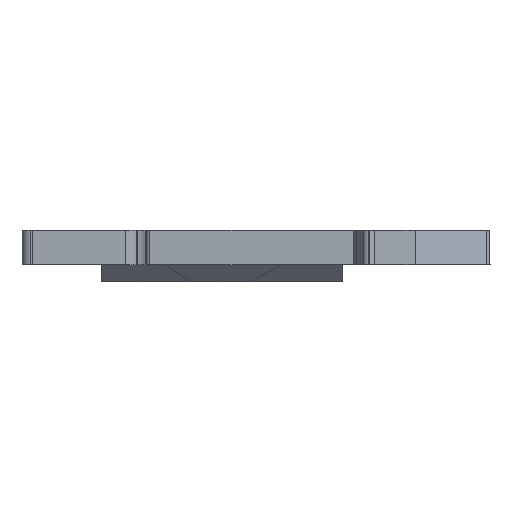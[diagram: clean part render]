
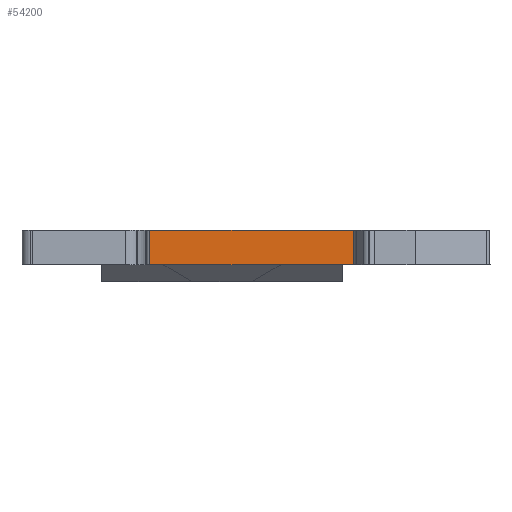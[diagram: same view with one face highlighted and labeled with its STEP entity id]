
A CAD part, front view. The second image highlights one B-rep face of the part: STEP entity #54200.
In plain terms, the highlighted planar face has unit normal (0, -1, 0).
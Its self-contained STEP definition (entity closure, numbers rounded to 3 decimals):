
#18560=CARTESIAN_POINT('',(64.098,-8.512,
0.));
#18570=VERTEX_POINT('',#18560);
#18650=CARTESIAN_POINT('',(64.098,-8.512,
-5.15));
#18660=VERTEX_POINT('',#18650);
#18690=CARTESIAN_POINT('',(64.098,-8.512,0.));
#18700=DIRECTION('',(0.,0.,1.));
#18710=VECTOR('',#18700,1.);
#18720=LINE('',#18690,#18710);
#18730=EDGE_CURVE('',#18660,#18570,#18720,.T.);
#53900=CARTESIAN_POINT('',(57.418,-8.512,
-5.15));
#53910=DIRECTION('',(0.,-1.,0.));
#53920=DIRECTION('',(1.,0.,0.));
#53930=AXIS2_PLACEMENT_3D('',#53900,#53910,#53920);
#53940=PLANE('',#53930);
#53950=ORIENTED_EDGE('',*,*,#18730,.T.);
#53960=CARTESIAN_POINT('',(0.,-8.512,-5.15));
#53970=DIRECTION('',(1.,0.,0.));
#53980=VECTOR('',#53970,1.);
#53990=LINE('',#53960,#53980);
#54000=CARTESIAN_POINT('',(32.165,-8.512,
-5.15));
#54010=VERTEX_POINT('',#54000);
#54020=EDGE_CURVE('',#54010,#18660,#53990,.T.);
#54030=ORIENTED_EDGE('',*,*,#54020,.T.);
#54040=CARTESIAN_POINT('',(32.165,-8.512,
-5.15));
#54050=DIRECTION('',(0.,0.,1.));
#54060=VECTOR('',#54050,1.);
#54070=LINE('',#54040,#54060);
#54080=CARTESIAN_POINT('',(32.165,-8.512,
0.));
#54090=VERTEX_POINT('',#54080);
#54100=EDGE_CURVE('',#54010,#54090,#54070,.T.);
#54110=ORIENTED_EDGE('',*,*,#54100,.F.);
#54120=CARTESIAN_POINT('',(0.,-8.512,0.));
#54130=DIRECTION('',(-1.,0.,0.));
#54140=VECTOR('',#54130,1.);
#54150=LINE('',#54120,#54140);
#54160=EDGE_CURVE('',#18570,#54090,#54150,.T.);
#54170=ORIENTED_EDGE('',*,*,#54160,.T.);
#54180=EDGE_LOOP('',(#54170,#54110,#54030,#53950));
#54190=FACE_OUTER_BOUND('',#54180,.T.);
#54200=ADVANCED_FACE('',(#54190),#53940,.T.);
